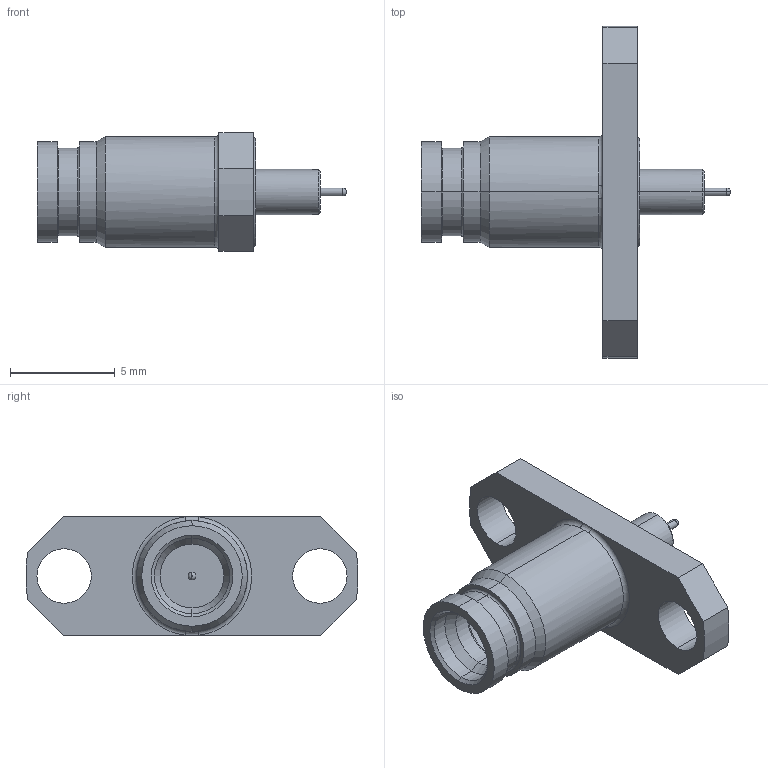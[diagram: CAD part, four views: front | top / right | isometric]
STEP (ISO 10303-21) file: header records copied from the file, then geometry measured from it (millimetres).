
FILE_DESCRIPTION (( 'STEP AP203' ), '1' );
FILE_NAME ('R222.L10.020A.STEP', '2014-02-05T08:40:51', ( 'adminradiall' ), ( 'Microsoft' ), 'SwSTEP 2.0', 'SolidWorks 2011', '' );
FILE_SCHEMA (( 'CONFIG_CONTROL_DESIGN' ));
Length unit declared in the file: millimetre
Products named in the file (1): R222.L10.020A
Bounding box: 14.77 x 15.86 x 5.66 mm (x, y, z)
Volume: 285.1 mm3; surface area: 430.7 mm2
Topology: 1 solids, 1 shells, 75 faces, 195 edges, 126 vertices
Faces by surface type: cylinder 36, plane 15, cone 14, torus 6, sphere 2, bspline 2
Entity records: 2425 total; most frequent: CARTESIAN_POINT 473, DIRECTION 416, ORIENTED_EDGE 382, EDGE_CURVE 191, AXIS2_PLACEMENT_3D 167, VERTEX_POINT 124, CIRCLE 93, EDGE_LOOP 85
